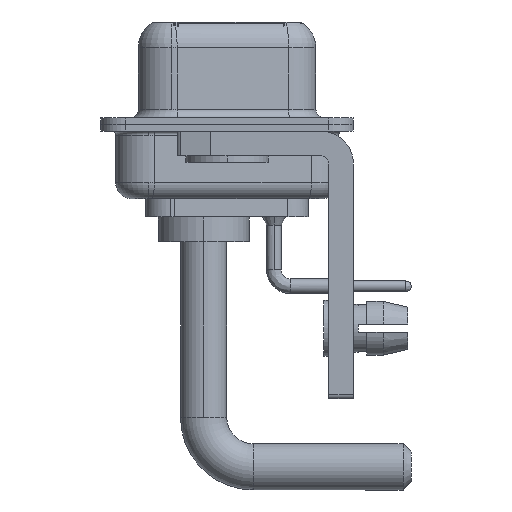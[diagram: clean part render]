
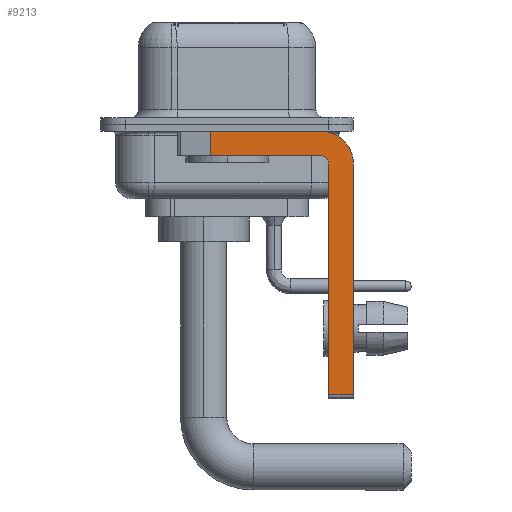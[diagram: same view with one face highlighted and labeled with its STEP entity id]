
A CAD part, left-side view. The second image highlights one B-rep face of the part: STEP entity #9213.
In plain terms, the highlighted planar face has unit normal (-1, 0, 0).
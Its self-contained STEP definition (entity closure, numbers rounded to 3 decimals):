
#466 = AXIS2_PLACEMENT_3D ( 'NONE', #19841, #23550, #14813 ) ;
#610 = DIRECTION ( 'NONE',  ( -1., 0., 0. ) ) ;
#779 = CARTESIAN_POINT ( 'NONE',  ( -2.9, 0.978, -1.9 ) ) ;
#827 = CIRCLE ( 'NONE', #466, 2. ) ;
#977 = DIRECTION ( 'NONE',  ( 0., -1., 0. ) ) ;
#1380 = VERTEX_POINT ( 'NONE', #21960 ) ;
#1851 = VECTOR ( 'NONE', #16003, 1000. ) ;
#2391 = CIRCLE ( 'NONE', #7354, 0.5 ) ;
#2523 = CARTESIAN_POINT ( 'NONE',  ( -2.9, -7.65, -2.4 ) ) ;
#3204 = CARTESIAN_POINT ( 'NONE',  ( -2.9, -6.15, -16.35 ) ) ;
#3951 = EDGE_CURVE ( 'NONE', #13187, #18866, #14222, .T. ) ;
#4227 = CARTESIAN_POINT ( 'NONE',  ( -2.9, -5.65, -1.9 ) ) ;
#4759 = VERTEX_POINT ( 'NONE', #14128 ) ;
#4919 = VECTOR ( 'NONE', #16998, 1000. ) ;
#4927 = EDGE_CURVE ( 'NONE', #15834, #18866, #13185, .T. ) ;
#5572 = ORIENTED_EDGE ( 'NONE', *, *, #4927, .F. ) ;
#5640 = ORIENTED_EDGE ( 'NONE', *, *, #22060, .F. ) ;
#5745 = LINE ( 'NONE', #10889, #21449 ) ;
#6587 = LINE ( 'NONE', #10397, #18316 ) ;
#7158 = FACE_OUTER_BOUND ( 'NONE', #10168, .T. ) ;
#7354 = AXIS2_PLACEMENT_3D ( 'NONE', #12131, #610, #22571 ) ;
#7796 = ORIENTED_EDGE ( 'NONE', *, *, #3951, .T. ) ;
#7952 = ORIENTED_EDGE ( 'NONE', *, *, #18538, .F. ) ;
#8644 = EDGE_CURVE ( 'NONE', #16823, #12364, #5745, .T. ) ;
#9213 = ADVANCED_FACE ( 'NONE', ( #7158 ), #10862, .F. ) ;
#9743 = VERTEX_POINT ( 'NONE', #17760 ) ;
#9797 = DIRECTION ( 'NONE',  ( 0., 0., -1. ) ) ;
#9908 = CARTESIAN_POINT ( 'NONE',  ( -2.9, -5.65, -1.9 ) ) ;
#10168 = EDGE_LOOP ( 'NONE', ( #5640, #7796, #5572, #17205, #22157, #21863, #7952, #10184 ) ) ;
#10184 = ORIENTED_EDGE ( 'NONE', *, *, #14676, .F. ) ;
#10397 = CARTESIAN_POINT ( 'NONE',  ( -2.9, 3., -0.4 ) ) ;
#10419 = CARTESIAN_POINT ( 'NONE',  ( -2.9, 0.978, -0.4 ) ) ;
#10862 = PLANE ( 'NONE',  #16917 ) ;
#10889 = CARTESIAN_POINT ( 'NONE',  ( -2.9, -5.65, -16.35 ) ) ;
#11602 = LINE ( 'NONE', #2523, #18758 ) ;
#12131 = CARTESIAN_POINT ( 'NONE',  ( -2.9, -5.65, -2.4 ) ) ;
#12364 = VERTEX_POINT ( 'NONE', #22983 ) ;
#12671 = CARTESIAN_POINT ( 'NONE',  ( -2.9, 0.978, -1.9 ) ) ;
#13185 = LINE ( 'NONE', #4227, #4919 ) ;
#13187 = VERTEX_POINT ( 'NONE', #10419 ) ;
#14128 = CARTESIAN_POINT ( 'NONE',  ( -2.9, -5.65, -0.4 ) ) ;
#14222 = LINE ( 'NONE', #12671, #1851 ) ;
#14301 = CARTESIAN_POINT ( 'NONE',  ( -2.9, -5.65, -2.4 ) ) ;
#14676 = EDGE_CURVE ( 'NONE', #4759, #9743, #827, .T. ) ;
#14813 = DIRECTION ( 'NONE',  ( 0., 0., -1. ) ) ;
#15527 = CARTESIAN_POINT ( 'NONE',  ( -2.9, -6.15, -16.6 ) ) ;
#15834 = VERTEX_POINT ( 'NONE', #9908 ) ;
#16003 = DIRECTION ( 'NONE',  ( 0., 0., -1. ) ) ;
#16085 = VECTOR ( 'NONE', #16991, 1000. ) ;
#16218 = DIRECTION ( 'NONE',  ( 0., 0., -1. ) ) ;
#16823 = VERTEX_POINT ( 'NONE', #3204 ) ;
#16917 = AXIS2_PLACEMENT_3D ( 'NONE', #14301, #20152, #16218 ) ;
#16991 = DIRECTION ( 'NONE',  ( 0., 0., 1. ) ) ;
#16998 = DIRECTION ( 'NONE',  ( 0., 1., 0. ) ) ;
#17205 = ORIENTED_EDGE ( 'NONE', *, *, #18433, .F. ) ;
#17760 = CARTESIAN_POINT ( 'NONE',  ( -2.9, -7.65, -2.4 ) ) ;
#18316 = VECTOR ( 'NONE', #977, 1000. ) ;
#18433 = EDGE_CURVE ( 'NONE', #1380, #15834, #2391, .T. ) ;
#18538 = EDGE_CURVE ( 'NONE', #9743, #12364, #11602, .T. ) ;
#18758 = VECTOR ( 'NONE', #9797, 1000. ) ;
#18866 = VERTEX_POINT ( 'NONE', #779 ) ;
#19275 = EDGE_CURVE ( 'NONE', #16823, #1380, #22819, .T. ) ;
#19841 = CARTESIAN_POINT ( 'NONE',  ( -2.9, -5.65, -2.4 ) ) ;
#20152 = DIRECTION ( 'NONE',  ( 1., 0., 0. ) ) ;
#21449 = VECTOR ( 'NONE', #21616, 1000. ) ;
#21616 = DIRECTION ( 'NONE',  ( 0., -1., 0. ) ) ;
#21863 = ORIENTED_EDGE ( 'NONE', *, *, #8644, .T. ) ;
#21960 = CARTESIAN_POINT ( 'NONE',  ( -2.9, -6.15, -2.4 ) ) ;
#22060 = EDGE_CURVE ( 'NONE', #13187, #4759, #6587, .T. ) ;
#22157 = ORIENTED_EDGE ( 'NONE', *, *, #19275, .F. ) ;
#22571 = DIRECTION ( 'NONE',  ( 0., 0., 1. ) ) ;
#22819 = LINE ( 'NONE', #15527, #16085 ) ;
#22983 = CARTESIAN_POINT ( 'NONE',  ( -2.9, -7.65, -16.35 ) ) ;
#23550 = DIRECTION ( 'NONE',  ( 1., 0., 0. ) ) ;
